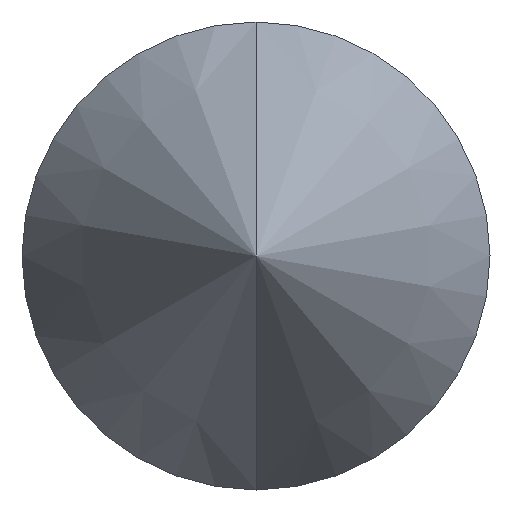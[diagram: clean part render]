
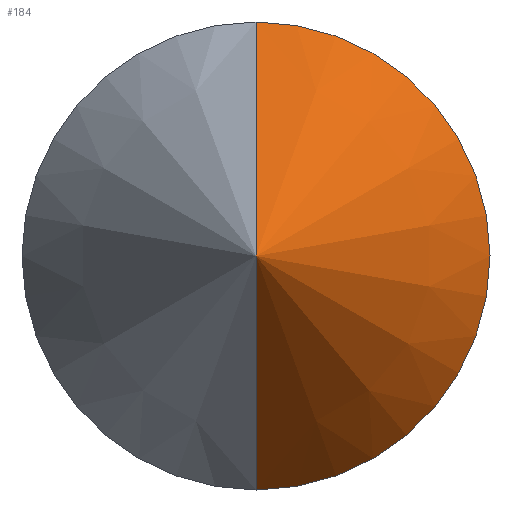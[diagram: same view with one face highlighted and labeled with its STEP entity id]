
A CAD part, front view. The second image highlights one B-rep face of the part: STEP entity #184.
In plain terms, the highlighted conical face has half-angle 30 degrees and reference radius 577.35 mm.
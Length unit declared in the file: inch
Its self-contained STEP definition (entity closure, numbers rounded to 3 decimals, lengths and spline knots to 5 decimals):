
#30 = DIRECTION ( 'NONE',  ( 0., 0.866, 0.5 ) ) ;
#34 = DIRECTION ( 'NONE',  ( 0., 0., 1. ) ) ;
#36 = CARTESIAN_POINT ( 'NONE',  ( 0., 0., 0. ) ) ;
#39 = ORIENTED_EDGE ( 'NONE', *, *, #59, .T. ) ;
#48 = LINE ( 'NONE', #209, #129 ) ;
#59 = EDGE_CURVE ( 'NONE', #121, #250, #166, .T. ) ;
#75 = VECTOR ( 'NONE', #237, 39.37008 ) ;
#84 = EDGE_LOOP ( 'NONE', ( #122, #165, #39 ) ) ;
#93 = DIRECTION ( 'NONE',  ( 0., 0., -1. ) ) ;
#97 = CARTESIAN_POINT ( 'NONE',  ( 0., 0., 0. ) ) ;
#101 = EDGE_CURVE ( 'NONE', #164, #250, #48, .T. ) ;
#106 = CARTESIAN_POINT ( 'NONE',  ( 0., 0.43301, 0.25 ) ) ;
#121 = VERTEX_POINT ( 'NONE', #216 ) ;
#122 = ORIENTED_EDGE ( 'NONE', *, *, #101, .F. ) ;
#129 = VECTOR ( 'NONE', #30, 39.37008 ) ;
#134 = AXIS2_PLACEMENT_3D ( 'NONE', #241, #214, #34 ) ;
#136 = FACE_OUTER_BOUND ( 'NONE', #84, .T. ) ;
#154 = LINE ( 'NONE', #36, #75 ) ;
#155 = CONICAL_SURFACE ( 'NONE', #134, 22.73033, 0.524 ) ;
#164 = VERTEX_POINT ( 'NONE', #97 ) ;
#165 = ORIENTED_EDGE ( 'NONE', *, *, #175, .T. ) ;
#166 = CIRCLE ( 'NONE', #215, 0.25 ) ;
#175 = EDGE_CURVE ( 'NONE', #164, #121, #154, .T. ) ;
#184 = ADVANCED_FACE ( 'NONE', ( #136 ), #155, .T. ) ;
#191 = DIRECTION ( 'NONE',  ( 0., -1., 0. ) ) ;
#209 = CARTESIAN_POINT ( 'NONE',  ( 0., 0., 0. ) ) ;
#214 = DIRECTION ( 'NONE',  ( 0., 1., 0. ) ) ;
#215 = AXIS2_PLACEMENT_3D ( 'NONE', #259, #191, #93 ) ;
#216 = CARTESIAN_POINT ( 'NONE',  ( 0., 0.43301, -0.25 ) ) ;
#237 = DIRECTION ( 'NONE',  ( 0., 0.866, -0.5 ) ) ;
#241 = CARTESIAN_POINT ( 'NONE',  ( 0., 39.37008, 0. ) ) ;
#250 = VERTEX_POINT ( 'NONE', #106 ) ;
#259 = CARTESIAN_POINT ( 'NONE',  ( 0., 0.43301, 0. ) ) ;
